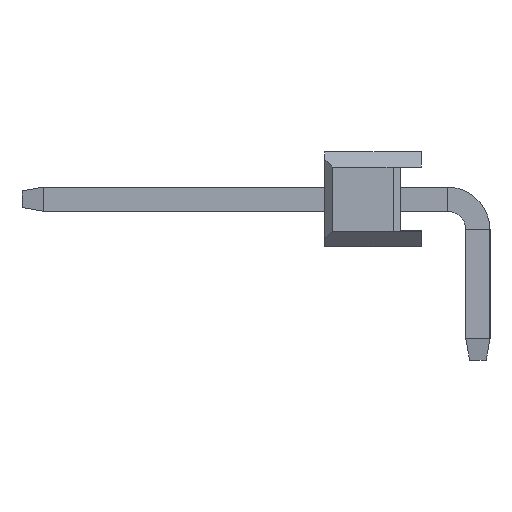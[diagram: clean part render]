
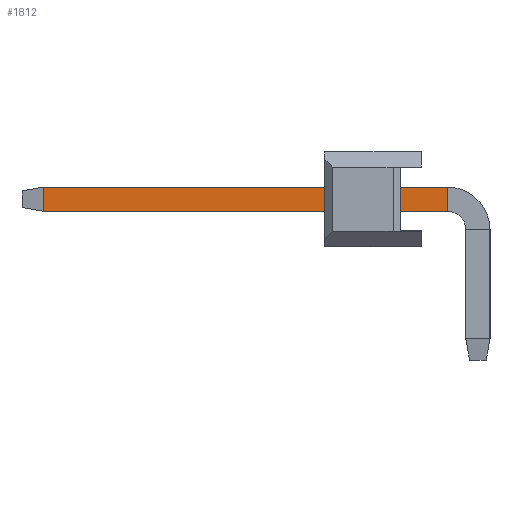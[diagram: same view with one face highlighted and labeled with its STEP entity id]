
A CAD part, left-side view. The second image highlights one B-rep face of the part: STEP entity #1812.
In plain terms, the highlighted planar face has unit normal (-1, 0, 0).
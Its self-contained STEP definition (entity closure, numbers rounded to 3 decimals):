
#1070 = DIRECTION ( 'NONE',  ( 0., 0., 1. ) ) ;
#1241 = ORIENTED_EDGE ( 'NONE', *, *, #4356, .T. ) ;
#1721 = ORIENTED_EDGE ( 'NONE', *, *, #22767, .T. ) ;
#1812 = ADVANCED_FACE ( 'NONE', ( #21814 ), #3824, .F. ) ;
#2179 = LINE ( 'NONE', #15091, #23499 ) ;
#2969 = CARTESIAN_POINT ( 'NONE',  ( -48.58, 9.973, 0.32 ) ) ;
#3180 = VERTEX_POINT ( 'NONE', #2969 ) ;
#3824 = PLANE ( 'NONE',  #17474 ) ;
#4087 = VECTOR ( 'NONE', #1070, 1000. ) ;
#4356 = EDGE_CURVE ( 'NONE', #3180, #17199, #16786, .T. ) ;
#5187 = VECTOR ( 'NONE', #12420, 1000. ) ;
#5634 = CARTESIAN_POINT ( 'NONE',  ( -48.58, 9.973, -0.32 ) ) ;
#5904 = DIRECTION ( 'NONE',  ( 0., 0., -1. ) ) ;
#6622 = EDGE_CURVE ( 'NONE', #3180, #10347, #8611, .T. ) ;
#8611 = LINE ( 'NONE', #20461, #24456 ) ;
#8910 = LINE ( 'NONE', #13483, #4087 ) ;
#10347 = VERTEX_POINT ( 'NONE', #20742 ) ;
#12045 = CARTESIAN_POINT ( 'NONE',  ( -48.58, 10.54, 0.32 ) ) ;
#12420 = DIRECTION ( 'NONE',  ( 0., 0., -1. ) ) ;
#13236 = EDGE_LOOP ( 'NONE', ( #24300, #1241, #1721, #25461 ) ) ;
#13483 = CARTESIAN_POINT ( 'NONE',  ( -48.58, -0.7, 0.32 ) ) ;
#13896 = VERTEX_POINT ( 'NONE', #17025 ) ;
#14402 = CARTESIAN_POINT ( 'NONE',  ( -48.58, 9.973, -0.32 ) ) ;
#15091 = CARTESIAN_POINT ( 'NONE',  ( -48.58, 10.54, -0.32 ) ) ;
#16786 = LINE ( 'NONE', #14402, #5187 ) ;
#17025 = CARTESIAN_POINT ( 'NONE',  ( -48.58, -0.7, -0.32 ) ) ;
#17132 = DIRECTION ( 'NONE',  ( 0., -1., 0. ) ) ;
#17199 = VERTEX_POINT ( 'NONE', #5634 ) ;
#17474 = AXIS2_PLACEMENT_3D ( 'NONE', #12045, #18230, #5904 ) ;
#18230 = DIRECTION ( 'NONE',  ( 1., 0., 0. ) ) ;
#18385 = DIRECTION ( 'NONE',  ( 0., -1., 0. ) ) ;
#20461 = CARTESIAN_POINT ( 'NONE',  ( -48.58, 10.54, 0.32 ) ) ;
#20742 = CARTESIAN_POINT ( 'NONE',  ( -48.58, -0.7, 0.32 ) ) ;
#21814 = FACE_OUTER_BOUND ( 'NONE', #13236, .T. ) ;
#22767 = EDGE_CURVE ( 'NONE', #17199, #13896, #2179, .T. ) ;
#23499 = VECTOR ( 'NONE', #17132, 1000. ) ;
#24300 = ORIENTED_EDGE ( 'NONE', *, *, #6622, .F. ) ;
#24456 = VECTOR ( 'NONE', #18385, 1000. ) ;
#25461 = ORIENTED_EDGE ( 'NONE', *, *, #26710, .T. ) ;
#26710 = EDGE_CURVE ( 'NONE', #13896, #10347, #8910, .T. ) ;
